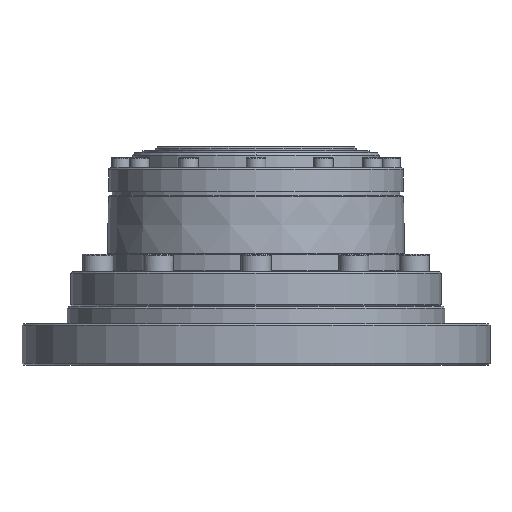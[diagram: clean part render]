
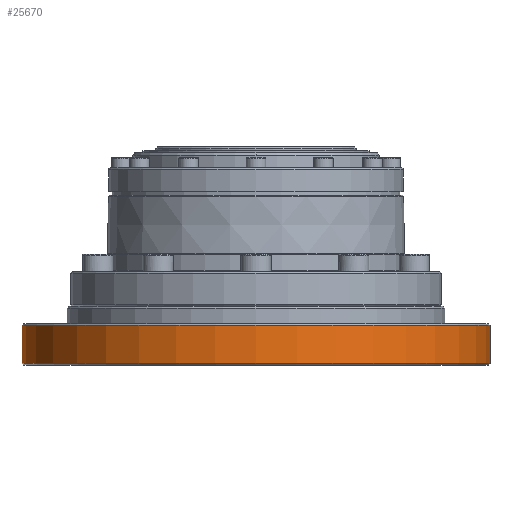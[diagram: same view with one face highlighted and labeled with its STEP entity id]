
A CAD part, front view. The second image highlights one B-rep face of the part: STEP entity #25670.
In plain terms, the highlighted cylindrical face has radius 67.5 mm (diameter 135 mm), a partial arc.
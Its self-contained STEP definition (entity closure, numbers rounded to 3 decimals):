
#2398 = CARTESIAN_POINT ( 'NONE',  ( -67.5, 0., -51.5 ) ) ;
#3210 = VERTEX_POINT ( 'NONE', #37906 ) ;
#4950 = LINE ( 'NONE', #53534, #37353 ) ;
#5965 = CARTESIAN_POINT ( 'NONE',  ( 67.5, 0., -51.5 ) ) ;
#6411 = ORIENTED_EDGE ( 'NONE', *, *, #23264, .T. ) ;
#6605 = AXIS2_PLACEMENT_3D ( 'NONE', #22917, #34171, #35251 ) ;
#8167 = CARTESIAN_POINT ( 'NONE',  ( 0., 0., -62.5 ) ) ;
#13457 = EDGE_CURVE ( 'NONE', #3210, #46635, #57709, .T. ) ;
#22917 = CARTESIAN_POINT ( 'NONE',  ( 0., 0., -51.5 ) ) ;
#23264 = EDGE_CURVE ( 'NONE', #46635, #30263, #24626, .T. ) ;
#24626 = CIRCLE ( 'NONE', #6605, 67.5 ) ;
#25670 = ADVANCED_FACE ( 'NONE', ( #58945 ), #43221, .T. ) ;
#27680 = CARTESIAN_POINT ( 'NONE',  ( 0., 0., -46. ) ) ;
#28911 = CIRCLE ( 'NONE', #35221, 67.5 ) ;
#30263 = VERTEX_POINT ( 'NONE', #2398 ) ;
#31788 = CARTESIAN_POINT ( 'NONE',  ( 67.5, 0., -46. ) ) ;
#34171 = DIRECTION ( 'NONE',  ( 0., 0., -1. ) ) ;
#35221 = AXIS2_PLACEMENT_3D ( 'NONE', #8167, #48170, #42864 ) ;
#35251 = DIRECTION ( 'NONE',  ( 1., 0., 0. ) ) ;
#36827 = DIRECTION ( 'NONE',  ( 0., 0., 1. ) ) ;
#37353 = VECTOR ( 'NONE', #47790, 1000. ) ;
#37906 = CARTESIAN_POINT ( 'NONE',  ( 67.5, 0., -62.5 ) ) ;
#40026 = ORIENTED_EDGE ( 'NONE', *, *, #53602, .F. ) ;
#41132 = ORIENTED_EDGE ( 'NONE', *, *, #13457, .T. ) ;
#41149 = VECTOR ( 'NONE', #36827, 1000. ) ;
#41840 = AXIS2_PLACEMENT_3D ( 'NONE', #27680, #47104, #62923 ) ;
#42864 = DIRECTION ( 'NONE',  ( 1., 0., 0. ) ) ;
#43221 = CYLINDRICAL_SURFACE ( 'NONE', #41840, 67.5 ) ;
#46635 = VERTEX_POINT ( 'NONE', #5965 ) ;
#46703 = ORIENTED_EDGE ( 'NONE', *, *, #62886, .F. ) ;
#47104 = DIRECTION ( 'NONE',  ( 0., 0., 1. ) ) ;
#47790 = DIRECTION ( 'NONE',  ( 0., 0., 1. ) ) ;
#48170 = DIRECTION ( 'NONE',  ( 0., 0., -1. ) ) ;
#48392 = CARTESIAN_POINT ( 'NONE',  ( -67.5, 0., -62.5 ) ) ;
#49368 = EDGE_LOOP ( 'NONE', ( #46703, #40026, #41132, #6411 ) ) ;
#52549 = VERTEX_POINT ( 'NONE', #48392 ) ;
#53534 = CARTESIAN_POINT ( 'NONE',  ( -67.5, 0., -46. ) ) ;
#53602 = EDGE_CURVE ( 'NONE', #3210, #52549, #28911, .T. ) ;
#57709 = LINE ( 'NONE', #31788, #41149 ) ;
#58945 = FACE_OUTER_BOUND ( 'NONE', #49368, .T. ) ;
#62886 = EDGE_CURVE ( 'NONE', #52549, #30263, #4950, .T. ) ;
#62923 = DIRECTION ( 'NONE',  ( 1., 0., 0. ) ) ;
